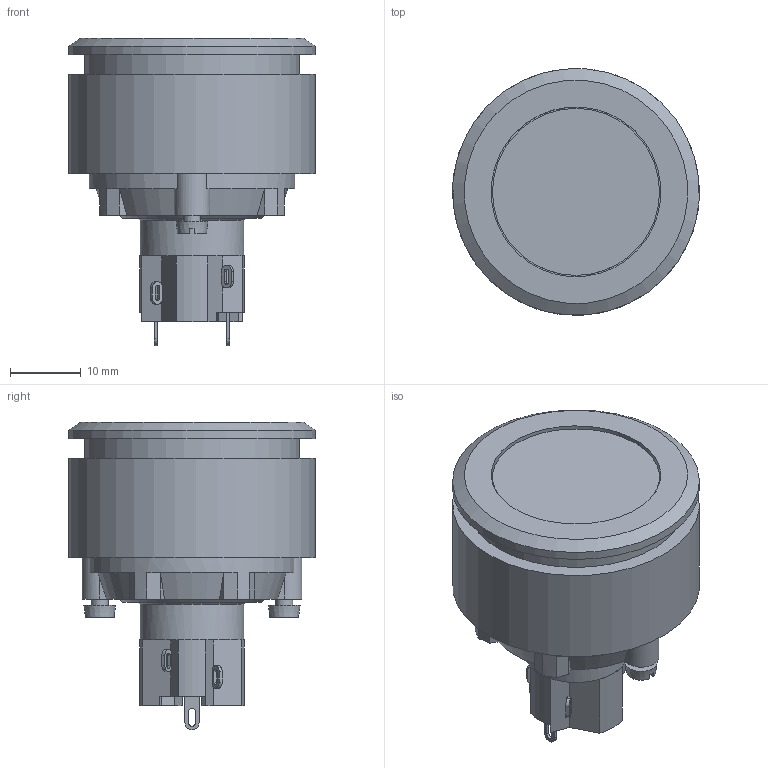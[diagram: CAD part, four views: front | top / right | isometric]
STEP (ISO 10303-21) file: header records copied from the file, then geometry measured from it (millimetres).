
FILE_DESCRIPTION((' '),'2;1');
FILE_NAME('LASxxU31xxxxxxx.stp','2017-08-02T13:06:46',(' '),(' '),' ','ACIS',' ');
FILE_SCHEMA(('CONFIG_CONTROL_DESIGN'));
Length unit declared in the file: inch
Products named in the file (3): LASxxU31xxxxxxx.stp; Body1; Body2
Assembly tree (2 placements, depth 2):
  LASxxU31xxxxxxx.stp
    Body1
    Body2
Bounding box: 34.78 x 34.78 x 43.35 mm (x, y, z)
Volume: 17183.7 mm3; surface area: 14834.5 mm2
Topology: 2 solids, 4 shells, 424 faces, 1096 edges, 717 vertices
Faces by surface type: plane 256, cylinder 79, bspline 53, cone 28, torus 7, sphere 1
Full cylindrical faces by diameter (mm): 2.4 x2, 3.2 x2, 3.5 x1, 5.7 x2, 7 x1, 13 x2, 14.5 x1, 14.6 x1, 16.1 x1, 19.8 x1, 21.1 x1, 21.5 x2, 21.7 x1, 23 x1, 23.55 x1, 23.94 x1, 24.6 x1, 25.917 x1, 26 x1, 29 x1, 30.25 x1, 30.8 x1, 34.8 x2
Entity records: 13084 total; most frequent: CARTESIAN_POINT 2880, ORIENTED_EDGE 2044, DIRECTION 1896, EDGE_CURVE 1022, VERTEX_POINT 696, AXIS2_PLACEMENT_3D 640, VECTOR 616, LINE 616
